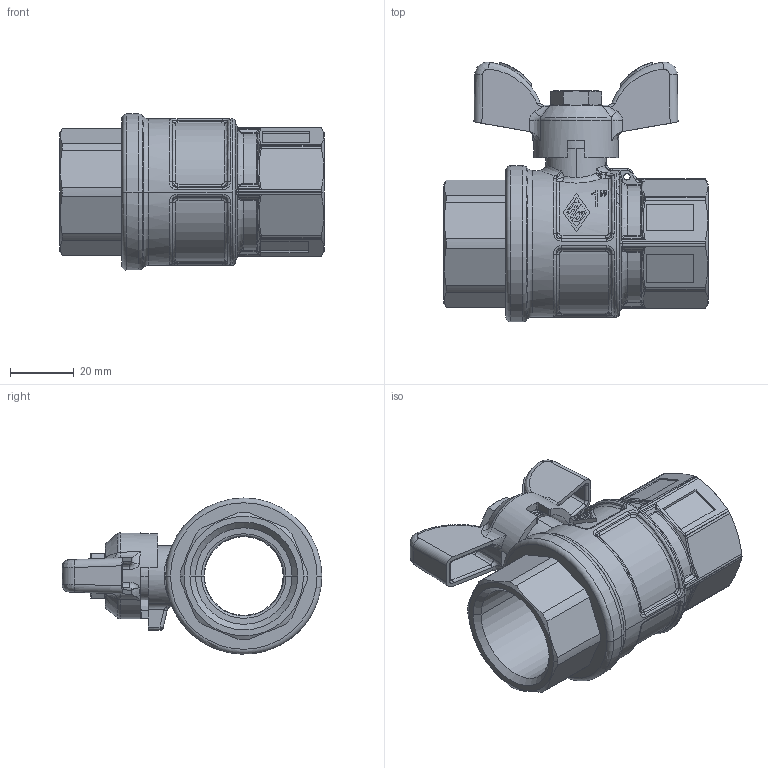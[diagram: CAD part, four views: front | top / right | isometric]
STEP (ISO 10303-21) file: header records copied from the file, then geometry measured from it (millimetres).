
FILE_DESCRIPTION(('Creo Elements/Direct Modeling STEP Export'),'2;1');
FILE_NAME('9000060000.stp','2021-05-26T10:42:33',(''),(''),'Creo Elements/Direct Modeling STEP processor for AP214 (Solid Model)','Creo Elements/Direct Modeling 20.1D 10-Oct-2020 (C) Parametric Technology GmbH','');
FILE_SCHEMA(('AUTOMOTIVE_DESIGN { 1 0 10303 214 1 1 1 1 }'));
Products named in the file (2): 9000060000
Assembly tree (1 placements, depth 2):
  9000060000
    9000060000
Bounding box: 83 x 81.5 x 48.98 mm (x, y, z)
Volume: 75151.2 mm3; surface area: 28952 mm2
Topology: 1 solids, 1 shells, 1233 faces, 3134 edges, 1929 vertices
Faces by surface type: plane 418, bspline 371, cylinder 309, cone 79, torus 52, extrusion 4
Entity records: 105008 total; most frequent: CARTESIAN_POINT 75973, ORIENTED_EDGE 6228, DIRECTION 3592, EDGE_CURVE 3114, VERTEX_POINT 1929, AXIS2_PLACEMENT_3D 1330, EDGE_LOOP 1287, FACE_OUTER_BOUND 1233
